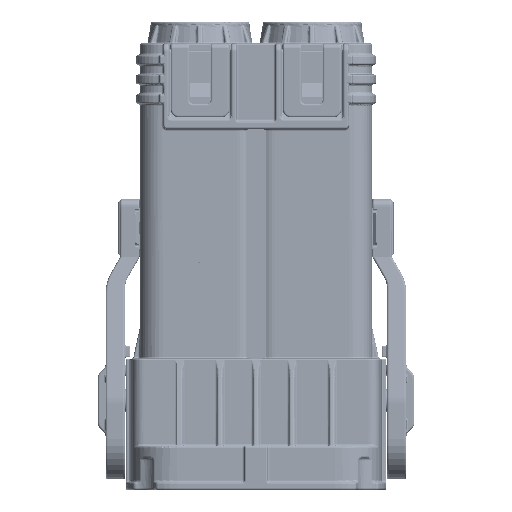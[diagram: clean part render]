
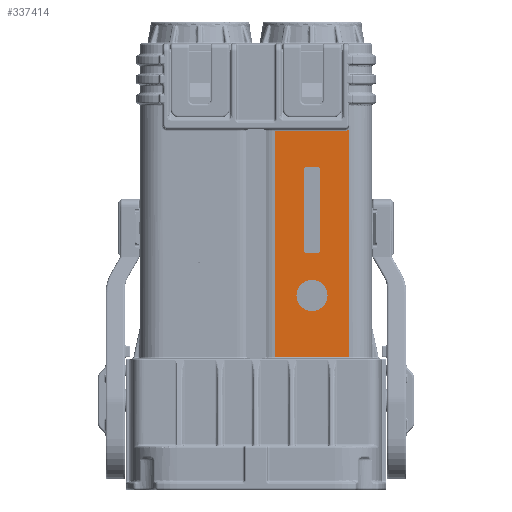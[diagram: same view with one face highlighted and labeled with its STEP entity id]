
A CAD part, front view. The second image highlights one B-rep face of the part: STEP entity #337414.
In plain terms, the highlighted planar face has unit normal (0, -1, 0).
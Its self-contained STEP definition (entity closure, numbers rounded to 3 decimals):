
#11761 = LINE ( 'NONE', #40434, #86091 ) ;
#15948 = AXIS2_PLACEMENT_3D ( 'NONE', #385099, #356599, #105530 ) ;
#19302 = LINE ( 'NONE', #148045, #106116 ) ;
#25037 = CARTESIAN_POINT ( 'NONE',  ( 15.9, -21.8, 83. ) ) ;
#33598 = VECTOR ( 'NONE', #112016, 1000. ) ;
#36846 = FACE_BOUND ( 'NONE', #382405, .T. ) ;
#39115 = EDGE_LOOP ( 'NONE', ( #284112, #277040, #186161, #159683, #292551 ) ) ;
#40434 = CARTESIAN_POINT ( 'NONE',  ( 4.95, -21.8, 92.3 ) ) ;
#40526 = VERTEX_POINT ( 'NONE', #156221 ) ;
#42313 = EDGE_CURVE ( 'NONE', #299158, #192677, #197831, .T. ) ;
#43203 = CARTESIAN_POINT ( 'NONE',  ( 12.9, -21.8, 61.5 ) ) ;
#49294 = VECTOR ( 'NONE', #399371, 1000. ) ;
#52529 = EDGE_CURVE ( 'NONE', #122103, #169461, #367666, .T. ) ;
#66941 = EDGE_CURVE ( 'NONE', #192677, #93329, #11761, .T. ) ;
#67476 = FACE_BOUND ( 'NONE', #280038, .T. ) ;
#74032 = DIRECTION ( 'NONE',  ( 0., -1., 0. ) ) ;
#79358 = ORIENTED_EDGE ( 'NONE', *, *, #164966, .F. ) ;
#81418 = EDGE_CURVE ( 'NONE', #40526, #93329, #230822, .T. ) ;
#86091 = VECTOR ( 'NONE', #260887, 1000. ) ;
#88666 = AXIS2_PLACEMENT_3D ( 'NONE', #341131, #186117, #347193 ) ;
#90650 = VECTOR ( 'NONE', #182936, 1000. ) ;
#93329 = VERTEX_POINT ( 'NONE', #158968 ) ;
#98478 = DIRECTION ( 'NONE',  ( 1., 0., 0. ) ) ;
#100315 = CARTESIAN_POINT ( 'NONE',  ( 18.4, -21.8, 50. ) ) ;
#101989 = DIRECTION ( 'NONE',  ( 0., -1., 0. ) ) ;
#103463 = CARTESIAN_POINT ( 'NONE',  ( 16.4, -21.8, 61.5 ) ) ;
#104675 = CARTESIAN_POINT ( 'NONE',  ( 12.9, -21.8, 82.5 ) ) ;
#105530 = DIRECTION ( 'NONE',  ( 1., 0., 0. ) ) ;
#106116 = VECTOR ( 'NONE', #329595, 1000. ) ;
#112016 = DIRECTION ( 'NONE',  ( -1., 0., 0. ) ) ;
#115776 = LINE ( 'NONE', #342228, #49294 ) ;
#117156 = DIRECTION ( 'NONE',  ( 1., 0., 0. ) ) ;
#118963 = VERTEX_POINT ( 'NONE', #166644 ) ;
#119118 = CARTESIAN_POINT ( 'NONE',  ( 22.85, -21.8, 93.8 ) ) ;
#120890 = VERTEX_POINT ( 'NONE', #100315 ) ;
#122103 = VERTEX_POINT ( 'NONE', #137936 ) ;
#128775 = VERTEX_POINT ( 'NONE', #249572 ) ;
#133492 = CARTESIAN_POINT ( 'NONE',  ( 23.85, -21.8, -40.126 ) ) ;
#137936 = CARTESIAN_POINT ( 'NONE',  ( 16.4, -21.8, 82.5 ) ) ;
#139232 = EDGE_CURVE ( 'NONE', #253355, #299158, #192721, .T. ) ;
#139690 = CIRCLE ( 'NONE', #361059, 0.5 ) ;
#142610 = EDGE_CURVE ( 'NONE', #380036, #118963, #394909, .T. ) ;
#146174 = CIRCLE ( 'NONE', #374138, 4. ) ;
#148045 = CARTESIAN_POINT ( 'NONE',  ( 16.4, -21.8, 82.5 ) ) ;
#149168 = ORIENTED_EDGE ( 'NONE', *, *, #207251, .F. ) ;
#154199 = VERTEX_POINT ( 'NONE', #301734 ) ;
#155516 = PLANE ( 'NONE',  #88666 ) ;
#156221 = CARTESIAN_POINT ( 'NONE',  ( 4.95, -21.8, 34.3 ) ) ;
#156477 = CARTESIAN_POINT ( 'NONE',  ( 23.85, -21.8, 92.682 ) ) ;
#158968 = CARTESIAN_POINT ( 'NONE',  ( 4.95, -21.8, 92.3 ) ) ;
#159683 = ORIENTED_EDGE ( 'NONE', *, *, #81418, .F. ) ;
#161249 = ORIENTED_EDGE ( 'NONE', *, *, #207991, .F. ) ;
#164966 = EDGE_CURVE ( 'NONE', #118963, #128775, #139690, .T. ) ;
#166644 = CARTESIAN_POINT ( 'NONE',  ( 12.4, -21.8, 61.5 ) ) ;
#169461 = VERTEX_POINT ( 'NONE', #25037 ) ;
#178515 = CARTESIAN_POINT ( 'NONE',  ( 22.85, -21.8, 92.3 ) ) ;
#182030 = DIRECTION ( 'NONE',  ( 1., 0., 0. ) ) ;
#182936 = DIRECTION ( 'NONE',  ( 1., 0., 0. ) ) ;
#183021 = VECTOR ( 'NONE', #286545, 1000. ) ;
#184827 = AXIS2_PLACEMENT_3D ( 'NONE', #119118, #270303, #117156 ) ;
#186117 = DIRECTION ( 'NONE',  ( 0., -1., 0. ) ) ;
#186161 = ORIENTED_EDGE ( 'NONE', *, *, #66941, .T. ) ;
#192677 = VERTEX_POINT ( 'NONE', #178515 ) ;
#192721 = LINE ( 'NONE', #133492, #183021 ) ;
#197831 = CIRCLE ( 'NONE', #184827, 1.5 ) ;
#198053 = EDGE_CURVE ( 'NONE', #128775, #285248, #115776, .T. ) ;
#205907 = CARTESIAN_POINT ( 'NONE',  ( 15.9, -21.8, 83. ) ) ;
#207251 = EDGE_CURVE ( 'NONE', #169461, #154199, #391607, .T. ) ;
#207369 = LINE ( 'NONE', #366557, #90650 ) ;
#207991 = EDGE_CURVE ( 'NONE', #342208, #122103, #19302, .T. ) ;
#214512 = DIRECTION ( 'NONE',  ( 0., -1., 0. ) ) ;
#220844 = ORIENTED_EDGE ( 'NONE', *, *, #269612, .F. ) ;
#222896 = EDGE_CURVE ( 'NONE', #40526, #253355, #207369, .T. ) ;
#230822 = LINE ( 'NONE', #255418, #263842 ) ;
#242131 = ORIENTED_EDGE ( 'NONE', *, *, #368451, .F. ) ;
#244651 = VECTOR ( 'NONE', #370429, 1000. ) ;
#248842 = ORIENTED_EDGE ( 'NONE', *, *, #198053, .F. ) ;
#249572 = CARTESIAN_POINT ( 'NONE',  ( 12.9, -21.8, 61. ) ) ;
#253355 = VERTEX_POINT ( 'NONE', #366760 ) ;
#253376 = FACE_OUTER_BOUND ( 'NONE', #39115, .T. ) ;
#253726 = DIRECTION ( 'NONE',  ( 0., -1., 0. ) ) ;
#255418 = CARTESIAN_POINT ( 'NONE',  ( 4.95, -21.8, 31.562 ) ) ;
#260887 = DIRECTION ( 'NONE',  ( -1., 0., 0. ) ) ;
#263842 = VECTOR ( 'NONE', #379763, 1000. ) ;
#265703 = CIRCLE ( 'NONE', #402536, 0.5 ) ;
#269223 = EDGE_CURVE ( 'NONE', #120890, #120890, #146174, .T. ) ;
#269612 = EDGE_CURVE ( 'NONE', #285248, #342208, #309470, .T. ) ;
#270303 = DIRECTION ( 'NONE',  ( 0., 1., 0. ) ) ;
#274601 = CARTESIAN_POINT ( 'NONE',  ( 12.4, -21.8, 82.5 ) ) ;
#277040 = ORIENTED_EDGE ( 'NONE', *, *, #42313, .T. ) ;
#280038 = EDGE_LOOP ( 'NONE', ( #79358, #381801, #242131, #149168, #307132, #161249, #220844, #248842 ) ) ;
#283806 = CARTESIAN_POINT ( 'NONE',  ( 15.9, -21.8, 82.5 ) ) ;
#284112 = ORIENTED_EDGE ( 'NONE', *, *, #139232, .T. ) ;
#285248 = VERTEX_POINT ( 'NONE', #352512 ) ;
#286545 = DIRECTION ( 'NONE',  ( 0., 0., 1. ) ) ;
#292551 = ORIENTED_EDGE ( 'NONE', *, *, #222896, .T. ) ;
#299158 = VERTEX_POINT ( 'NONE', #156477 ) ;
#301734 = CARTESIAN_POINT ( 'NONE',  ( 12.9, -21.8, 83. ) ) ;
#307132 = ORIENTED_EDGE ( 'NONE', *, *, #52529, .F. ) ;
#309470 = CIRCLE ( 'NONE', #15948, 0.5 ) ;
#323066 = DIRECTION ( 'NONE',  ( 1., 0., 0. ) ) ;
#329595 = DIRECTION ( 'NONE',  ( 0., 0., 1. ) ) ;
#337414 = ADVANCED_FACE ( 'NONE', ( #67476, #36846, #253376 ), #155516, .T. ) ;
#341131 = CARTESIAN_POINT ( 'NONE',  ( 23.85, -21.8, -40.126 ) ) ;
#342208 = VERTEX_POINT ( 'NONE', #103463 ) ;
#342228 = CARTESIAN_POINT ( 'NONE',  ( 15.9, -21.8, 61. ) ) ;
#347193 = DIRECTION ( 'NONE',  ( 1., 0., 0. ) ) ;
#351322 = ORIENTED_EDGE ( 'NONE', *, *, #269223, .F. ) ;
#352512 = CARTESIAN_POINT ( 'NONE',  ( 15.9, -21.8, 61. ) ) ;
#356599 = DIRECTION ( 'NONE',  ( 0., -1., 0. ) ) ;
#361059 = AXIS2_PLACEMENT_3D ( 'NONE', #43203, #253726, #98478 ) ;
#366557 = CARTESIAN_POINT ( 'NONE',  ( 23.85, -21.8, 34.3 ) ) ;
#366760 = CARTESIAN_POINT ( 'NONE',  ( 23.85, -21.8, 34.3 ) ) ;
#367666 = CIRCLE ( 'NONE', #367939, 0.5 ) ;
#367939 = AXIS2_PLACEMENT_3D ( 'NONE', #283806, #214512, #182030 ) ;
#368451 = EDGE_CURVE ( 'NONE', #154199, #380036, #265703, .T. ) ;
#370429 = DIRECTION ( 'NONE',  ( 0., 0., -1. ) ) ;
#373572 = DIRECTION ( 'NONE',  ( 1., 0., 0. ) ) ;
#374138 = AXIS2_PLACEMENT_3D ( 'NONE', #379581, #101989, #373572 ) ;
#376743 = CARTESIAN_POINT ( 'NONE',  ( 12.4, -21.8, 82.5 ) ) ;
#379581 = CARTESIAN_POINT ( 'NONE',  ( 14.4, -21.8, 50. ) ) ;
#379763 = DIRECTION ( 'NONE',  ( 0., 0., 1. ) ) ;
#380036 = VERTEX_POINT ( 'NONE', #376743 ) ;
#381801 = ORIENTED_EDGE ( 'NONE', *, *, #142610, .F. ) ;
#382405 = EDGE_LOOP ( 'NONE', ( #351322 ) ) ;
#385099 = CARTESIAN_POINT ( 'NONE',  ( 15.9, -21.8, 61.5 ) ) ;
#391607 = LINE ( 'NONE', #205907, #33598 ) ;
#394909 = LINE ( 'NONE', #274601, #244651 ) ;
#399371 = DIRECTION ( 'NONE',  ( 1., 0., 0. ) ) ;
#402536 = AXIS2_PLACEMENT_3D ( 'NONE', #104675, #74032, #323066 ) ;
